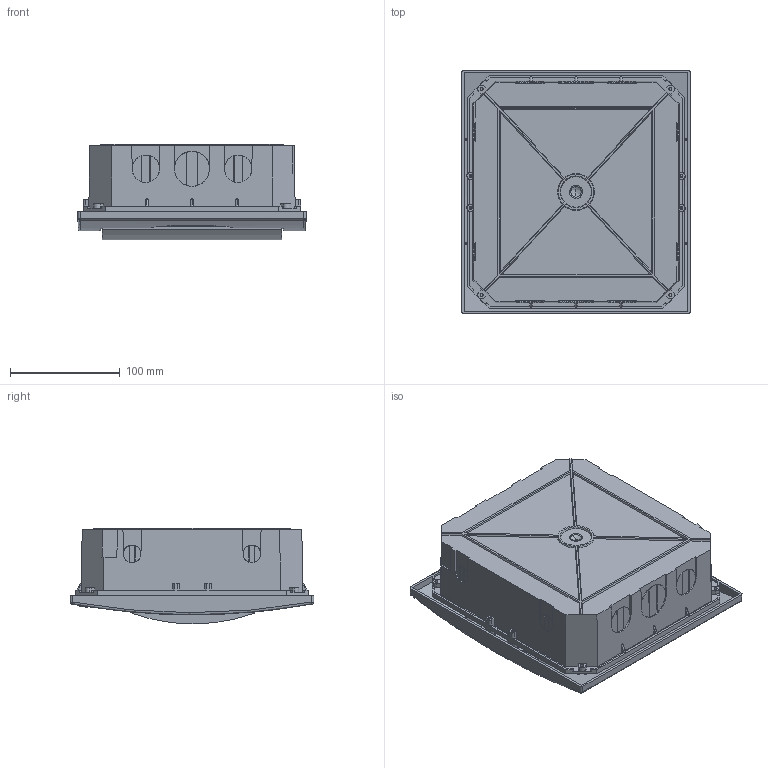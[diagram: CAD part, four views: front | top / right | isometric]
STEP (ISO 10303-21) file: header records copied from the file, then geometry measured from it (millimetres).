
FILE_DESCRIPTION (( 'STEP AP203' ), '1' );
FILE_NAME ('MKP12-V-08-40-20 Áîêñ ÙÐÂ-Ï-8 ìîäóëåé âñòð.ïëàñòèê IP41.STEP', '2016-08-11T08:57:47', ( '' ), ( '' ), 'SwSTEP 2.0', 'SolidWorks 2014', '' );
FILE_SCHEMA (( 'CONFIG_CONTROL_DESIGN' ));
Length unit declared in the file: millimetre
Products named in the file (2): MKP12-V-08-40-20 Áîêñ ÙÐÂ-Ï-8 ìîäóëåé âñòð.ïëàñòèê IP41
Bounding box: 208 x 222 x 87.34 mm (x, y, z)
Volume: 382867.4 mm3; surface area: 402699.1 mm2
Topology: 15 solids, 15 shells, 1625 faces, 4456 edges, 2904 vertices
Faces by surface type: plane 1117, cylinder 265, bspline 131, cone 112
Entity records: 54285 total; most frequent: CARTESIAN_POINT 14720, ORIENTED_EDGE 8888, DIRECTION 7258, EDGE_CURVE 4444, LINE 3108, VECTOR 3108, VERTEX_POINT 2904, AXIS2_PLACEMENT_3D 2075
